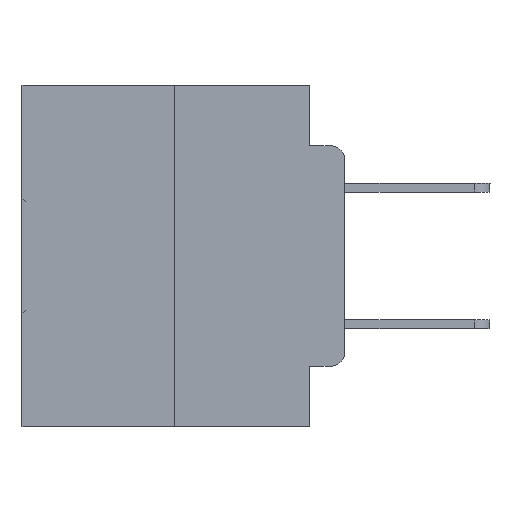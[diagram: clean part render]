
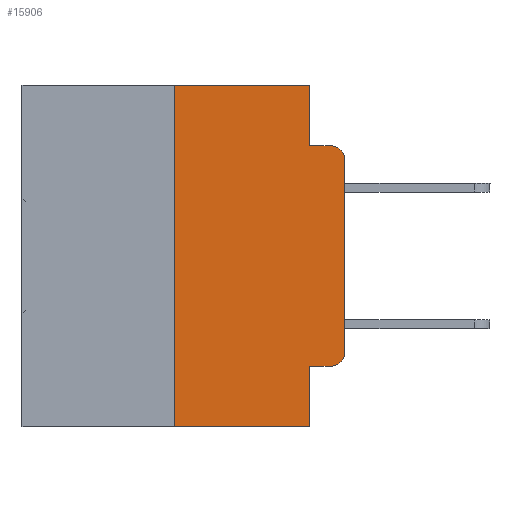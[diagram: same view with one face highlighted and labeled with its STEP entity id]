
A CAD part, left-side view. The second image highlights one B-rep face of the part: STEP entity #15906.
In plain terms, the highlighted planar face has unit normal (-1, 0, 0).
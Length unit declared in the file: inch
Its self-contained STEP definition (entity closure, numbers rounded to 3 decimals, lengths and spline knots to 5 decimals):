
#463 = VECTOR ( 'NONE', #8389, 39.37008 ) ;
#511 = DIRECTION ( 'NONE',  ( 0., 0., 1. ) ) ;
#1737 = VECTOR ( 'NONE', #22976, 39.37008 ) ;
#1965 = DIRECTION ( 'NONE',  ( 0., 0., -1. ) ) ;
#2036 = VERTEX_POINT ( 'NONE', #13155 ) ;
#2115 = DIRECTION ( 'NONE',  ( 1., 0., 0. ) ) ;
#3188 = CARTESIAN_POINT ( 'NONE',  ( 0., 0., -0.3915 ) ) ;
#3299 = CIRCLE ( 'NONE', #5898, 0.02 ) ;
#3495 = LINE ( 'NONE', #4619, #17134 ) ;
#3722 = CARTESIAN_POINT ( 'NONE',  ( 0., 0., 0. ) ) ;
#4242 = EDGE_CURVE ( 'NONE', #2036, #30732, #3495, .T. ) ;
#4293 = CARTESIAN_POINT ( 'NONE',  ( 0., 0.473, 0. ) ) ;
#4387 = ORIENTED_EDGE ( 'NONE', *, *, #21982, .T. ) ;
#4619 = CARTESIAN_POINT ( 'NONE',  ( 0., 0.051, -0.4115 ) ) ;
#4712 = ORIENTED_EDGE ( 'NONE', *, *, #18816, .T. ) ;
#4872 = ORIENTED_EDGE ( 'NONE', *, *, #17205, .F. ) ;
#5049 = ORIENTED_EDGE ( 'NONE', *, *, #10861, .F. ) ;
#5087 = DIRECTION ( 'NONE',  ( 0., -1., 0. ) ) ;
#5136 = ORIENTED_EDGE ( 'NONE', *, *, #29238, .F. ) ;
#5235 = VERTEX_POINT ( 'NONE', #29462 ) ;
#5548 = ORIENTED_EDGE ( 'NONE', *, *, #9277, .F. ) ;
#5898 = AXIS2_PLACEMENT_3D ( 'NONE', #23580, #9365, #25975 ) ;
#5950 = VERTEX_POINT ( 'NONE', #20372 ) ;
#6012 = ORIENTED_EDGE ( 'NONE', *, *, #19232, .T. ) ;
#6333 = ORIENTED_EDGE ( 'NONE', *, *, #7632, .F. ) ;
#6432 = CARTESIAN_POINT ( 'NONE',  ( 0., 0.473, -0.5 ) ) ;
#6589 = ORIENTED_EDGE ( 'NONE', *, *, #4242, .T. ) ;
#6844 = ORIENTED_EDGE ( 'NONE', *, *, #30530, .T. ) ;
#6848 = DIRECTION ( 'NONE',  ( 0., -1., 0. ) ) ;
#6926 = VECTOR ( 'NONE', #6848, 39.37008 ) ;
#7554 = DIRECTION ( 'NONE',  ( -1., 0., 0. ) ) ;
#7575 = VERTEX_POINT ( 'NONE', #30428 ) ;
#7632 = EDGE_CURVE ( 'NONE', #2036, #21111, #9493, .T. ) ;
#8389 = DIRECTION ( 'NONE',  ( 0., -1., 0. ) ) ;
#8399 = CARTESIAN_POINT ( 'NONE',  ( 0., 0.051, 0. ) ) ;
#8706 = VECTOR ( 'NONE', #1965, 39.37008 ) ;
#9158 = LINE ( 'NONE', #3722, #1737 ) ;
#9277 = EDGE_CURVE ( 'NONE', #7575, #20070, #20125, .T. ) ;
#9365 = DIRECTION ( 'NONE',  ( -1., 0., 0. ) ) ;
#9372 = CARTESIAN_POINT ( 'NONE',  ( 0., 0.051, 0. ) ) ;
#9493 = LINE ( 'NONE', #9372, #8706 ) ;
#10861 = EDGE_CURVE ( 'NONE', #5235, #5950, #27688, .T. ) ;
#11356 = VERTEX_POINT ( 'NONE', #24617 ) ;
#12037 = CARTESIAN_POINT ( 'NONE',  ( 0., 0.25, 0. ) ) ;
#12325 = VECTOR ( 'NONE', #18380, 39.37008 ) ;
#12353 = CIRCLE ( 'NONE', #16567, 0.02 ) ;
#13155 = CARTESIAN_POINT ( 'NONE',  ( 0., 0.051, -0.4115 ) ) ;
#14275 = CARTESIAN_POINT ( 'NONE',  ( 0., 0.473, 0. ) ) ;
#15041 = VECTOR ( 'NONE', #17848, 39.37008 ) ;
#15505 = AXIS2_PLACEMENT_3D ( 'NONE', #14275, #2115, #19044 ) ;
#15906 = ADVANCED_FACE ( 'NONE', ( #22550 ), #30863, .F. ) ;
#16567 = AXIS2_PLACEMENT_3D ( 'NONE', #21816, #7554, #24229 ) ;
#17134 = VECTOR ( 'NONE', #5087, 39.37008 ) ;
#17205 = EDGE_CURVE ( 'NONE', #5950, #11356, #25442, .T. ) ;
#17548 = CARTESIAN_POINT ( 'NONE',  ( 0., 0.25, 0. ) ) ;
#17848 = DIRECTION ( 'NONE',  ( 0., 0., -1. ) ) ;
#18380 = DIRECTION ( 'NONE',  ( 0., -1., 0. ) ) ;
#18816 = EDGE_CURVE ( 'NONE', #21360, #11356, #12353, .T. ) ;
#19044 = DIRECTION ( 'NONE',  ( 0., 0., -1. ) ) ;
#19232 = EDGE_CURVE ( 'NONE', #7575, #21111, #25682, .T. ) ;
#20070 = VERTEX_POINT ( 'NONE', #12037 ) ;
#20125 = LINE ( 'NONE', #17548, #25716 ) ;
#20144 = CARTESIAN_POINT ( 'NONE',  ( 0., 0.02, -0.4115 ) ) ;
#20245 = CARTESIAN_POINT ( 'NONE',  ( 0., 0.051, -0.0885 ) ) ;
#20366 = LINE ( 'NONE', #4293, #6926 ) ;
#20372 = CARTESIAN_POINT ( 'NONE',  ( 0., 0.051, -0.0885 ) ) ;
#20992 = EDGE_LOOP ( 'NONE', ( #4387, #4712, #4872, #5049, #5136, #5548, #6012, #6333, #6589, #6844 ) ) ;
#21111 = VERTEX_POINT ( 'NONE', #30013 ) ;
#21360 = VERTEX_POINT ( 'NONE', #26481 ) ;
#21816 = CARTESIAN_POINT ( 'NONE',  ( 0., 0.02, -0.1085 ) ) ;
#21982 = EDGE_CURVE ( 'NONE', #23710, #21360, #9158, .T. ) ;
#22550 = FACE_OUTER_BOUND ( 'NONE', #20992, .T. ) ;
#22976 = DIRECTION ( 'NONE',  ( 0., 0., 1. ) ) ;
#23580 = CARTESIAN_POINT ( 'NONE',  ( 0., 0.02, -0.3915 ) ) ;
#23710 = VERTEX_POINT ( 'NONE', #3188 ) ;
#24229 = DIRECTION ( 'NONE',  ( 0., 0., -1. ) ) ;
#24617 = CARTESIAN_POINT ( 'NONE',  ( 0., 0.02, -0.0885 ) ) ;
#25442 = LINE ( 'NONE', #20245, #463 ) ;
#25682 = LINE ( 'NONE', #6432, #12325 ) ;
#25716 = VECTOR ( 'NONE', #511, 39.37008 ) ;
#25975 = DIRECTION ( 'NONE',  ( 0., 0., -1. ) ) ;
#26481 = CARTESIAN_POINT ( 'NONE',  ( 0., 0., -0.1085 ) ) ;
#27688 = LINE ( 'NONE', #8399, #15041 ) ;
#29238 = EDGE_CURVE ( 'NONE', #20070, #5235, #20366, .T. ) ;
#29462 = CARTESIAN_POINT ( 'NONE',  ( 0., 0.051, 0. ) ) ;
#30013 = CARTESIAN_POINT ( 'NONE',  ( 0., 0.051, -0.5 ) ) ;
#30428 = CARTESIAN_POINT ( 'NONE',  ( 0., 0.25, -0.5 ) ) ;
#30530 = EDGE_CURVE ( 'NONE', #30732, #23710, #3299, .T. ) ;
#30732 = VERTEX_POINT ( 'NONE', #20144 ) ;
#30863 = PLANE ( 'NONE',  #15505 ) ;
